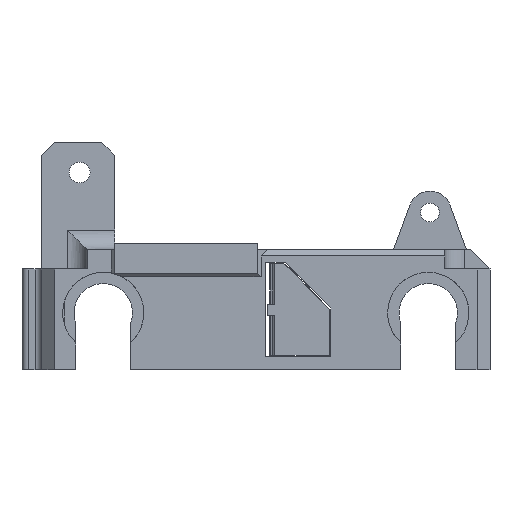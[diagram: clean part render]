
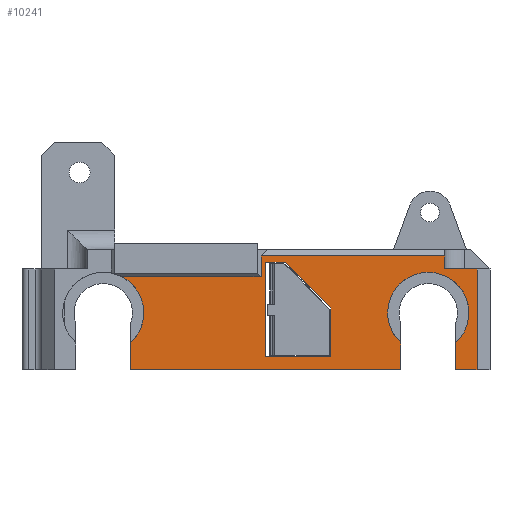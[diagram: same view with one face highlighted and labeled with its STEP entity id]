
A CAD part, left-side view. The second image highlights one B-rep face of the part: STEP entity #10241.
In plain terms, the highlighted planar face has unit normal (-1, 0, 0).
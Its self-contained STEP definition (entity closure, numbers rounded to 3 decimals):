
#67=FACE_BOUND('',#1405,.T.);
#326=PLANE('',#11206);
#835=FACE_OUTER_BOUND('',#1404,.T.);
#1404=EDGE_LOOP('',(#9024,#9025,#9026,#9027,#9028,#9029,#9030,#9031,#9032,
#9033,#9034,#9035,#9036));
#1405=EDGE_LOOP('',(#9037,#9038,#9039,#9040,#9041));
#1911=CIRCLE('',#11190,6.25);
#1912=CIRCLE('',#11192,6.25);
#2271=LINE('',#15598,#3324);
#2280=LINE('',#15626,#3333);
#2690=LINE('',#16637,#3743);
#2693=LINE('',#16642,#3746);
#2695=LINE('',#16645,#3748);
#2706=LINE('',#16672,#3759);
#2720=LINE('',#16704,#3773);
#2794=LINE('',#16896,#3847);
#2822=LINE('',#16973,#3875);
#2832=LINE('',#16993,#3885);
#2842=LINE('',#17031,#3895);
#2843=LINE('',#17035,#3896);
#2844=LINE('',#17037,#3897);
#2845=LINE('',#17039,#3898);
#2846=LINE('',#17041,#3899);
#2847=LINE('',#17042,#3900);
#3324=VECTOR('',#12671,1.);
#3333=VECTOR('',#12694,1.);
#3743=VECTOR('',#13544,1.);
#3746=VECTOR('',#13549,1.);
#3748=VECTOR('',#13553,1.);
#3759=VECTOR('',#13576,1.);
#3773=VECTOR('',#13606,1.);
#3847=VECTOR('',#13778,10.);
#3875=VECTOR('',#13862,10.);
#3885=VECTOR('',#13880,1.);
#3895=VECTOR('',#13938,10.);
#3896=VECTOR('',#13941,10.);
#3897=VECTOR('',#13942,10.);
#3898=VECTOR('',#13943,10.);
#3899=VECTOR('',#13944,10.);
#3900=VECTOR('',#13945,10.);
#4501=VERTEX_POINT('',#15595);
#4502=VERTEX_POINT('',#15597);
#4513=VERTEX_POINT('',#15623);
#4514=VERTEX_POINT('',#15625);
#4859=VERTEX_POINT('',#16633);
#4861=VERTEX_POINT('',#16636);
#4862=VERTEX_POINT('',#16641);
#4872=VERTEX_POINT('',#16671);
#4882=VERTEX_POINT('',#16703);
#4950=VERTEX_POINT('',#16893);
#4951=VERTEX_POINT('',#16895);
#4972=VERTEX_POINT('',#16971);
#4978=VERTEX_POINT('',#16991);
#4983=VERTEX_POINT('',#17033);
#4984=VERTEX_POINT('',#17034);
#4985=VERTEX_POINT('',#17036);
#4986=VERTEX_POINT('',#17038);
#4987=VERTEX_POINT('',#17040);
#5697=EDGE_CURVE('',#4502,#4501,#2271,.T.);
#5711=EDGE_CURVE('',#4514,#4513,#2280,.T.);
#6197=EDGE_CURVE('',#4861,#4859,#2690,.F.);
#6200=EDGE_CURVE('',#4862,#4861,#2693,.T.);
#6202=EDGE_CURVE('',#4501,#4862,#2695,.T.);
#6215=EDGE_CURVE('',#4872,#4502,#2706,.F.);
#6231=EDGE_CURVE('',#4882,#4514,#2720,.F.);
#6325=EDGE_CURVE('',#4950,#4951,#2794,.T.);
#6365=EDGE_CURVE('',#4950,#4972,#2822,.T.);
#6376=EDGE_CURVE('',#4513,#4978,#2832,.F.);
#6382=EDGE_CURVE('',#4972,#4882,#1911,.T.);
#6383=EDGE_CURVE('',#4978,#4872,#1912,.T.);
#6397=EDGE_CURVE('',#4951,#4859,#2842,.T.);
#6398=EDGE_CURVE('',#4983,#4984,#2843,.T.);
#6399=EDGE_CURVE('',#4984,#4985,#2844,.T.);
#6400=EDGE_CURVE('',#4986,#4985,#2845,.T.);
#6401=EDGE_CURVE('',#4986,#4987,#2846,.T.);
#6402=EDGE_CURVE('',#4987,#4983,#2847,.T.);
#9024=ORIENTED_EDGE('',*,*,#6397,.F.);
#9025=ORIENTED_EDGE('',*,*,#6325,.F.);
#9026=ORIENTED_EDGE('',*,*,#6365,.T.);
#9027=ORIENTED_EDGE('',*,*,#6382,.T.);
#9028=ORIENTED_EDGE('',*,*,#6231,.T.);
#9029=ORIENTED_EDGE('',*,*,#5711,.T.);
#9030=ORIENTED_EDGE('',*,*,#6376,.T.);
#9031=ORIENTED_EDGE('',*,*,#6383,.T.);
#9032=ORIENTED_EDGE('',*,*,#6215,.T.);
#9033=ORIENTED_EDGE('',*,*,#5697,.T.);
#9034=ORIENTED_EDGE('',*,*,#6202,.T.);
#9035=ORIENTED_EDGE('',*,*,#6200,.T.);
#9036=ORIENTED_EDGE('',*,*,#6197,.T.);
#9037=ORIENTED_EDGE('',*,*,#6398,.T.);
#9038=ORIENTED_EDGE('',*,*,#6399,.T.);
#9039=ORIENTED_EDGE('',*,*,#6400,.F.);
#9040=ORIENTED_EDGE('',*,*,#6401,.T.);
#9041=ORIENTED_EDGE('',*,*,#6402,.T.);
#10241=ADVANCED_FACE('',(#835,#67),#326,.T.);
#11190=AXIS2_PLACEMENT_3D('',#17003,#13898,#13899);
#11192=AXIS2_PLACEMENT_3D('',#17005,#13902,#13903);
#11206=AXIS2_PLACEMENT_3D('',#17032,#13939,#13940);
#12671=DIRECTION('',(0.,-1.,0.));
#12694=DIRECTION('',(0.,-1.,0.));
#13544=DIRECTION('',(0.,0.,-1.));
#13549=DIRECTION('',(0.,1.,0.));
#13553=DIRECTION('',(0.,0.,1.));
#13576=DIRECTION('',(0.,0.,1.));
#13606=DIRECTION('',(0.,0.,1.));
#13778=DIRECTION('',(0.,0.,1.));
#13862=DIRECTION('',(0.,1.,0.));
#13880=DIRECTION('',(0.,0.,-1.));
#13898=DIRECTION('center_axis',(1.,0.,0.));
#13899=DIRECTION('ref_axis',(0.,0.,-1.));
#13902=DIRECTION('center_axis',(1.,0.,0.));
#13903=DIRECTION('ref_axis',(0.,0.,-1.));
#13938=DIRECTION('',(0.,-1.,0.));
#13939=DIRECTION('center_axis',(-1.,0.,0.));
#13940=DIRECTION('ref_axis',(0.,-1.,0.));
#13941=DIRECTION('',(0.,0.,1.));
#13942=DIRECTION('',(0.,-1.,0.));
#13943=DIRECTION('',(0.,0.707,0.707));
#13944=DIRECTION('',(0.,0.,-1.));
#13945=DIRECTION('',(0.,1.,0.));
#15595=CARTESIAN_POINT('',(-30.,-36.53,-15.719));
#15597=CARTESIAN_POINT('',(-30.,-33.23,-15.719));
#15598=CARTESIAN_POINT('',(-30.,-33.23,-15.719));
#15623=CARTESIAN_POINT('',(-30.,-24.83,-15.719));
#15625=CARTESIAN_POINT('',(-30.,16.77,-15.719));
#15626=CARTESIAN_POINT('',(-30.,16.77,-15.719));
#16633=CARTESIAN_POINT('',(-30.,-31.53,1.781));
#16636=CARTESIAN_POINT('',(-30.,-31.53,-0.219));
#16637=CARTESIAN_POINT('',(-30.,-31.53,2.781));
#16641=CARTESIAN_POINT('',(-30.,-36.53,-0.219));
#16642=CARTESIAN_POINT('',(-30.,-36.53,-0.219));
#16645=CARTESIAN_POINT('',(-30.,-36.53,-15.719));
#16671=CARTESIAN_POINT('',(-30.,-33.23,-11.598));
#16672=CARTESIAN_POINT('',(-30.,-33.23,-15.719));
#16703=CARTESIAN_POINT('',(-30.,16.77,-11.598));
#16704=CARTESIAN_POINT('',(-30.,16.77,-15.719));
#16893=CARTESIAN_POINT('',(-30.,-3.307,-1.433));
#16895=CARTESIAN_POINT('',(-30.,-3.307,1.781));
#16896=CARTESIAN_POINT('',(-30.,-3.307,-7.523));
#16971=CARTESIAN_POINT('',(-30.,18.069,-1.433));
#16973=CARTESIAN_POINT('',(-30.,24.84,-1.433));
#16991=CARTESIAN_POINT('',(-30.,-24.83,-11.598));
#16993=CARTESIAN_POINT('',(-30.,-24.83,-8.585));
#17003=CARTESIAN_POINT('Origin',(-30.,20.97,-6.969));
#17005=CARTESIAN_POINT('Origin',(-30.,-29.03,-6.969));
#17031=CARTESIAN_POINT('',(-30.,15.235,1.781));
#17032=CARTESIAN_POINT('Origin',(-30.,30.47,-15.719));
#17033=CARTESIAN_POINT('',(-30.,-4.03,-13.719));
#17034=CARTESIAN_POINT('',(-30.,-4.03,0.781));
#17035=CARTESIAN_POINT('',(-30.,-4.03,-14.719));
#17036=CARTESIAN_POINT('',(-30.,-7.03,0.781));
#17037=CARTESIAN_POINT('',(-30.,13.22,0.781));
#17038=CARTESIAN_POINT('',(-30.,-14.03,-6.219));
#17039=CARTESIAN_POINT('',(-30.,-3.53,4.281));
#17040=CARTESIAN_POINT('',(-30.,-14.03,-13.719));
#17041=CARTESIAN_POINT('',(-30.,-14.03,-7.469));
#17042=CARTESIAN_POINT('',(-30.,8.22,-13.719));
